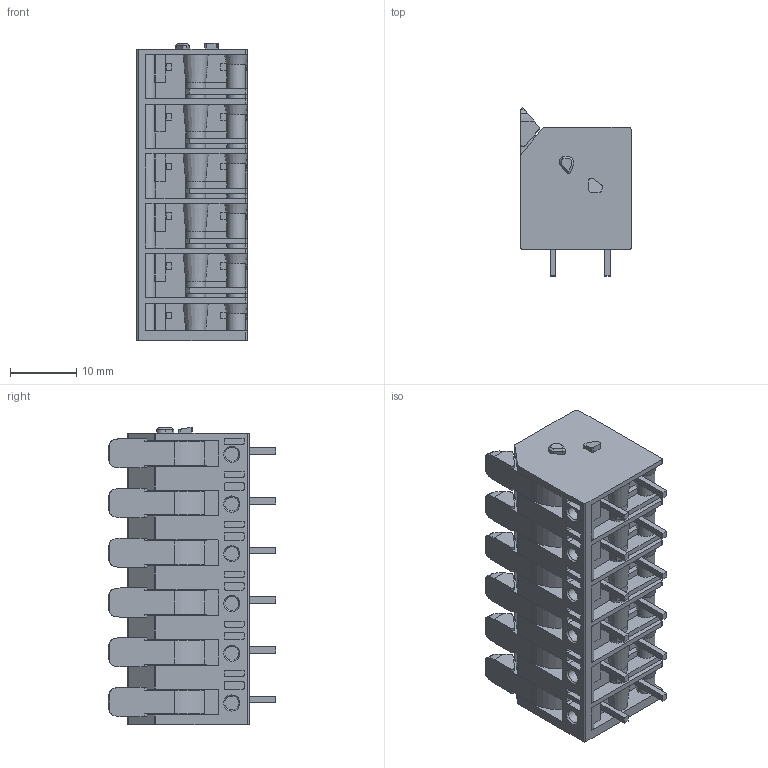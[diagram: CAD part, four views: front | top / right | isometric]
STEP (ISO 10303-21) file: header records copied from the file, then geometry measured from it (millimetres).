
FILE_DESCRIPTION( ( 'STEP AP214' ), '1' );
FILE_NAME( '2604-3306.stp', '2019-05-07T10:59:49', ( '' ), ( '' ), ' ', 'PARTsolutions', ' ' );
FILE_SCHEMA( ( 'AUTOMOTIVE_DESIGN { 1 0 10303 214 1 1 1 1 }' ) );
Length unit declared in the file: millimetre
Products named in the file (1): _2604-3306
Bounding box: 16.7 x 25.3 x 44.9 mm (x, y, z)
Volume: 11243 mm3; surface area: 6630.9 mm2
Topology: 1 solids, 1 shells, 868 faces, 2305 edges, 1482 vertices
Faces by surface type: plane 531, cylinder 256, cone 81
Full cylindrical faces by diameter (mm): 2.1 x6
Entity records: 33978 total; most frequent: CARTESIAN_POINT 5124, ORIENTED_EDGE 4586, DIRECTION 4570, EDGE_CURVE 2293, LINE 1598, VECTOR 1598, AXIS2_PLACEMENT_3D 1486, VERTEX_POINT 1482
